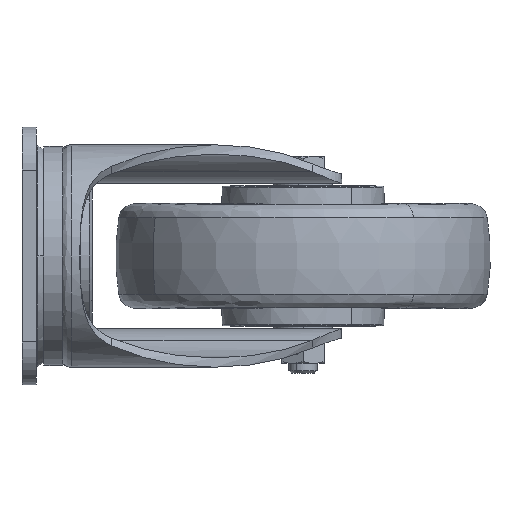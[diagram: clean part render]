
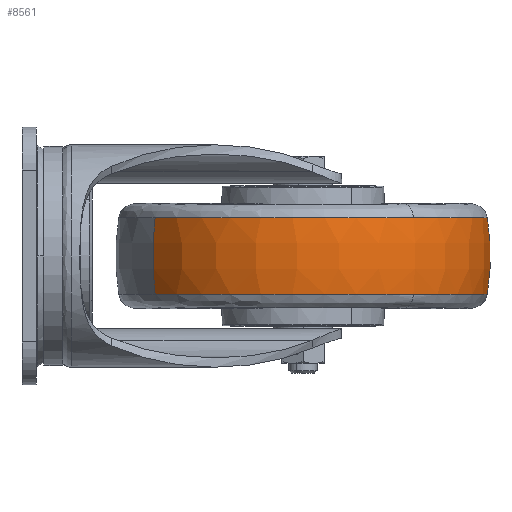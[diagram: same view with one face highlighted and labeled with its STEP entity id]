
A CAD part, left-side view. The second image highlights one B-rep face of the part: STEP entity #8561.
In plain terms, the highlighted toroidal (fillet/blend) face has major radius 30 mm and minor radius 110 mm.
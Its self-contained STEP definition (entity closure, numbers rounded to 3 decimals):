
#1185 = EDGE_CURVE ( 'NONE', #8436, #6578, #23673, .T. ) ;
#1378 = CIRCLE ( 'NONE', #27261, 78.787 ) ;
#1607 = DIRECTION ( 'NONE',  ( 0., 0., 1. ) ) ;
#2746 = CARTESIAN_POINT ( 'NONE',  ( 71.934, -144.049, 0. ) ) ;
#3210 = AXIS2_PLACEMENT_3D ( 'NONE', #2746, #21502, #5478 ) ;
#4317 = EDGE_CURVE ( 'NONE', #6587, #8436, #14914, .T. ) ;
#5478 = DIRECTION ( 'NONE',  ( -0.598, 0.802, 0. ) ) ;
#6036 = AXIS2_PLACEMENT_3D ( 'NONE', #25042, #8981, #27710 ) ;
#6278 = EDGE_CURVE ( 'NONE', #23503, #6587, #20102, .T. ) ;
#6578 = VERTEX_POINT ( 'NONE', #17953 ) ;
#6587 = VERTEX_POINT ( 'NONE', #26679 ) ;
#6905 = CARTESIAN_POINT ( 'NONE',  ( 54., -120., 0. ) ) ;
#7187 = AXIS2_PLACEMENT_3D ( 'NONE', #26251, #10168, #28893 ) ;
#8436 = VERTEX_POINT ( 'NONE', #27641 ) ;
#8561 = ADVANCED_FACE ( 'NONE', ( #11923 ), #27428, .T. ) ;
#8615 = DIRECTION ( 'NONE',  ( 0., 0., 1. ) ) ;
#8981 = DIRECTION ( 'NONE',  ( -0.802, -0.598, 0. ) ) ;
#9283 = ORIENTED_EDGE ( 'NONE', *, *, #6278, .T. ) ;
#10168 = DIRECTION ( 'NONE',  ( 0., 0., -1. ) ) ;
#10398 = EDGE_LOOP ( 'NONE', ( #22936, #22562, #11366, #9283, #28962, #25822 ) ) ;
#10789 = AXIS2_PLACEMENT_3D ( 'NONE', #24671, #8615, #27348 ) ;
#11346 = CARTESIAN_POINT ( 'NONE',  ( 54., -120., 16.289 ) ) ;
#11366 = ORIENTED_EDGE ( 'NONE', *, *, #28688, .T. ) ;
#11923 = FACE_OUTER_BOUND ( 'NONE', #10398, .T. ) ;
#13290 = DIRECTION ( 'NONE',  ( 0., 0., 1. ) ) ;
#14017 = DIRECTION ( 'NONE',  ( -0.598, 0.802, 0. ) ) ;
#14622 = EDGE_CURVE ( 'NONE', #28923, #28256, #1378, .T. ) ;
#14651 = EDGE_CURVE ( 'NONE', #28923, #6578, #19435, .T. ) ;
#14914 = CIRCLE ( 'NONE', #20943, 78.787 ) ;
#15640 = AXIS2_PLACEMENT_3D ( 'NONE', #6905, #1607, #20372 ) ;
#17408 = CARTESIAN_POINT ( 'NONE',  ( -9.159, -167.1, -16.289 ) ) ;
#17953 = CARTESIAN_POINT ( 'NONE',  ( 6.9, -56.841, 16.289 ) ) ;
#19435 = CIRCLE ( 'NONE', #3210, 110. ) ;
#20102 = CIRCLE ( 'NONE', #6036, 110. ) ;
#20372 = DIRECTION ( 'NONE',  ( 0.598, -0.802, 0. ) ) ;
#20867 = CARTESIAN_POINT ( 'NONE',  ( 6.9, -56.841, -16.289 ) ) ;
#20943 = AXIS2_PLACEMENT_3D ( 'NONE', #11346, #30139, #14017 ) ;
#21502 = DIRECTION ( 'NONE',  ( 0.802, 0.598, 0. ) ) ;
#21844 = CARTESIAN_POINT ( 'NONE',  ( 101.1, -183.159, -16.289 ) ) ;
#22562 = ORIENTED_EDGE ( 'NONE', *, *, #14622, .T. ) ;
#22936 = ORIENTED_EDGE ( 'NONE', *, *, #14651, .F. ) ;
#23503 = VERTEX_POINT ( 'NONE', #21844 ) ;
#23673 = CIRCLE ( 'NONE', #7187, 78.787 ) ;
#24671 = CARTESIAN_POINT ( 'NONE',  ( 54., -120., -16.289 ) ) ;
#25042 = CARTESIAN_POINT ( 'NONE',  ( 36.066, -95.951, 0. ) ) ;
#25822 = ORIENTED_EDGE ( 'NONE', *, *, #1185, .T. ) ;
#26251 = CARTESIAN_POINT ( 'NONE',  ( 54., -120., 16.289 ) ) ;
#26679 = CARTESIAN_POINT ( 'NONE',  ( 101.1, -183.159, 16.289 ) ) ;
#27261 = AXIS2_PLACEMENT_3D ( 'NONE', #29357, #13290, #32053 ) ;
#27348 = DIRECTION ( 'NONE',  ( 0.802, 0.598, 0. ) ) ;
#27428 = TOROIDAL_SURFACE ( 'NONE', #15640, -30., 110. ) ;
#27641 = CARTESIAN_POINT ( 'NONE',  ( -9.159, -167.1, 16.289 ) ) ;
#27710 = DIRECTION ( 'NONE',  ( 0.598, -0.802, 0. ) ) ;
#28256 = VERTEX_POINT ( 'NONE', #17408 ) ;
#28688 = EDGE_CURVE ( 'NONE', #28256, #23503, #29985, .T. ) ;
#28893 = DIRECTION ( 'NONE',  ( -0.598, 0.802, 0. ) ) ;
#28923 = VERTEX_POINT ( 'NONE', #20867 ) ;
#28962 = ORIENTED_EDGE ( 'NONE', *, *, #4317, .T. ) ;
#29357 = CARTESIAN_POINT ( 'NONE',  ( 54., -120., -16.289 ) ) ;
#29985 = CIRCLE ( 'NONE', #10789, 78.787 ) ;
#30139 = DIRECTION ( 'NONE',  ( 0., 0., -1. ) ) ;
#32053 = DIRECTION ( 'NONE',  ( 0.802, 0.598, 0. ) ) ;
